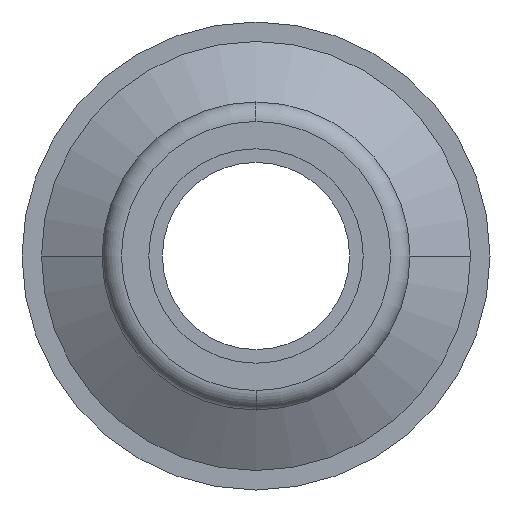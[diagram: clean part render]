
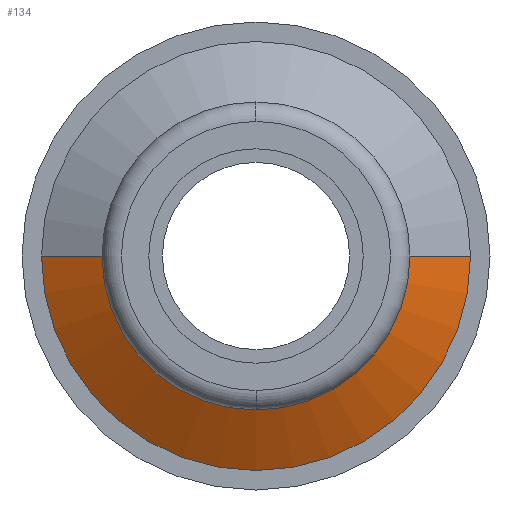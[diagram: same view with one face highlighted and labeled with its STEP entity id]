
A CAD part, front view. The second image highlights one B-rep face of the part: STEP entity #134.
In plain terms, the highlighted conical face has half-angle 60 degrees and reference radius 4.725 mm.
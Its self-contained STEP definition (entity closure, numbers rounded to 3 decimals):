
#134=ADVANCED_FACE('',(#301),#302,.T.);
#301=FACE_OUTER_BOUND('',#500,.T.);
#302=CONICAL_SURFACE('',#501,4.725,1.047);
#500=EDGE_LOOP('',(#822,#823,#824,#825));
#501=AXIS2_PLACEMENT_3D('',#826,#827,#828);
#822=ORIENTED_EDGE('',*,*,#1132,.F.);
#823=ORIENTED_EDGE('',*,*,#1223,.T.);
#824=ORIENTED_EDGE('',*,*,#1134,.F.);
#825=ORIENTED_EDGE('',*,*,#1224,.F.);
#826=CARTESIAN_POINT('',(0.0,8.447,0.0));
#827=DIRECTION('',(-0.0,1.0,-0.0));
#828=DIRECTION('',(1.0,0.0,0.0));
#1132=EDGE_CURVE('',#1336,#1337,#1338,.T.);
#1134=EDGE_CURVE('',#1339,#1341,#1342,.T.);
#1223=EDGE_CURVE('',#1336,#1341,#1478,.T.);
#1224=EDGE_CURVE('',#1337,#1339,#1479,.T.);
#1336=VERTEX_POINT('',#1612);
#1337=VERTEX_POINT('',#1613);
#1338=LINE('',#1614,#1615);
#1339=VERTEX_POINT('',#1616);
#1341=VERTEX_POINT('',#1618);
#1342=LINE('',#1619,#1620);
#1478=CIRCLE('',#1780,3.95);
#1479=CIRCLE('',#1781,5.5);
#1612=CARTESIAN_POINT('',(3.95,8.0,0.0));
#1613=CARTESIAN_POINT('',(5.5,8.895,0.0));
#1614=CARTESIAN_POINT('',(4.725,8.447,0.));
#1615=VECTOR('',#1925,1.0);
#1616=CARTESIAN_POINT('',(-5.5,8.895,0.));
#1618=CARTESIAN_POINT('',(-3.95,8.0,0.));
#1619=CARTESIAN_POINT('',(-4.725,8.447,0.));
#1620=VECTOR('',#1929,1.0);
#1780=AXIS2_PLACEMENT_3D('',#2083,#2084,#2085);
#1781=AXIS2_PLACEMENT_3D('',#2086,#2087,#2088);
#1925=DIRECTION('',(0.866,0.5,0.));
#1929=DIRECTION('',(0.866,-0.5,0.));
#2083=CARTESIAN_POINT('',(0.0,8.0,0.0));
#2084=DIRECTION('',(-0.0,1.0,0.0));
#2085=DIRECTION('',(1.0,0.0,0.0));
#2086=CARTESIAN_POINT('',(0.0,8.895,0.0));
#2087=DIRECTION('',(-0.0,1.0,0.0));
#2088=DIRECTION('',(1.0,0.0,0.0));
